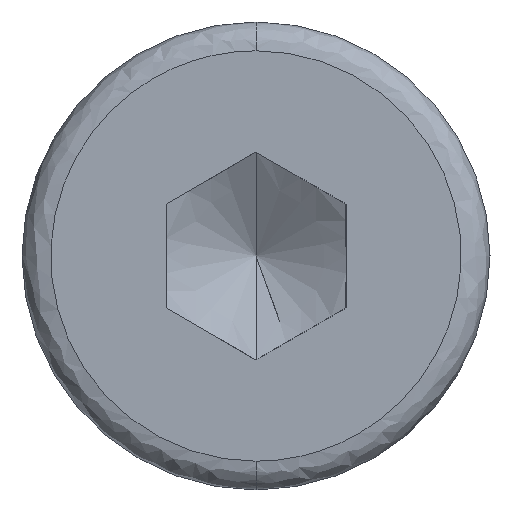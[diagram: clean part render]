
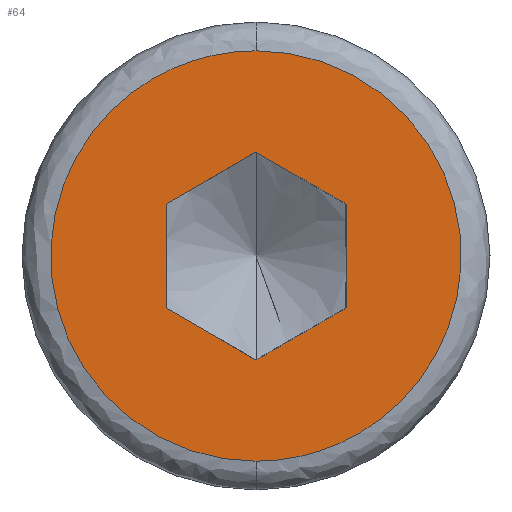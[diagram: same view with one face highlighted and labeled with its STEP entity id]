
A CAD part, left-side view. The second image highlights one B-rep face of the part: STEP entity #64.
In plain terms, the highlighted planar face has unit normal (-1, 0, 0).
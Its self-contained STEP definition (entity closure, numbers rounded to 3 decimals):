
#31 = VECTOR ( 'NONE', #299, 1000. ) ;
#35 = AXIS2_PLACEMENT_3D ( 'NONE', #600, #313, #77 ) ;
#37 = VECTOR ( 'NONE', #365, 1000. ) ;
#38 = VECTOR ( 'NONE', #107, 1000. ) ;
#40 = EDGE_CURVE ( 'NONE', #541, #344, #150, .T. ) ;
#59 = VERTEX_POINT ( 'NONE', #367 ) ;
#64 = ADVANCED_FACE ( 'NONE', ( #396, #513 ), #164, .T. ) ;
#67 = VECTOR ( 'NONE', #491, 1000. ) ;
#68 = LINE ( 'NONE', #114, #37 ) ;
#70 = EDGE_CURVE ( 'NONE', #59, #147, #68, .T. ) ;
#71 = CARTESIAN_POINT ( 'NONE',  ( -5., 0., -5.7 ) ) ;
#77 = DIRECTION ( 'NONE',  ( 0., 0., 1. ) ) ;
#84 = ORIENTED_EDGE ( 'NONE', *, *, #40, .F. ) ;
#92 = VECTOR ( 'NONE', #599, 1000. ) ;
#98 = CARTESIAN_POINT ( 'NONE',  ( -5., 0., 5.7 ) ) ;
#102 = ORIENTED_EDGE ( 'NONE', *, *, #393, .T. ) ;
#103 = EDGE_CURVE ( 'NONE', #143, #310, #355, .T. ) ;
#107 = DIRECTION ( 'NONE',  ( 0., -0.866, 0.5 ) ) ;
#108 = ORIENTED_EDGE ( 'NONE', *, *, #409, .T. ) ;
#114 = CARTESIAN_POINT ( 'NONE',  ( -5., -2.5, -1.443 ) ) ;
#119 = CARTESIAN_POINT ( 'NONE',  ( -5., 2.5, 1.443 ) ) ;
#129 = CARTESIAN_POINT ( 'NONE',  ( -5., 11.4, -5.7 ) ) ;
#140 = VECTOR ( 'NONE', #171, 1000. ) ;
#143 = VERTEX_POINT ( 'NONE', #369 ) ;
#146 = EDGE_CURVE ( 'NONE', #344, #541, #524, .T. ) ;
#147 = VERTEX_POINT ( 'NONE', #265 ) ;
#148 = ORIENTED_EDGE ( 'NONE', *, *, #475, .T. ) ;
#150 =( BOUNDED_CURVE ( )  B_SPLINE_CURVE ( 3, ( #158, #253, #255, #71 ),
 .UNSPECIFIED., .F., .F. ) 
 B_SPLINE_CURVE_WITH_KNOTS ( ( 4, 4 ),
 ( 0.25, 0.75 ),
 .UNSPECIFIED. ) 
 CURVE ( )  GEOMETRIC_REPRESENTATION_ITEM ( )  RATIONAL_B_SPLINE_CURVE ( ( 1., 0.333, 0.333, 1. ) ) 
 REPRESENTATION_ITEM ( '' )  );
#158 = CARTESIAN_POINT ( 'NONE',  ( -5., 0., 5.7 ) ) ;
#164 = PLANE ( 'NONE',  #35 ) ;
#168 = EDGE_LOOP ( 'NONE', ( #508, #84 ) ) ;
#169 = CARTESIAN_POINT ( 'NONE',  ( -5., 0., 5.7 ) ) ;
#171 = DIRECTION ( 'NONE',  ( 0., 0., 1. ) ) ;
#178 = CARTESIAN_POINT ( 'NONE',  ( -5., 2.5, 1.443 ) ) ;
#185 = EDGE_LOOP ( 'NONE', ( #501, #223, #148, #108, #596, #102 ) ) ;
#212 = CARTESIAN_POINT ( 'NONE',  ( -5., 0., 2.887 ) ) ;
#223 = ORIENTED_EDGE ( 'NONE', *, *, #387, .T. ) ;
#228 = CARTESIAN_POINT ( 'NONE',  ( -5., 2.5, 0. ) ) ;
#253 = CARTESIAN_POINT ( 'NONE',  ( -5., -11.4, 5.7 ) ) ;
#255 = CARTESIAN_POINT ( 'NONE',  ( -5., -11.4, -5.7 ) ) ;
#265 = CARTESIAN_POINT ( 'NONE',  ( -5., 0., -2.887 ) ) ;
#267 = LINE ( 'NONE', #228, #140 ) ;
#294 = LINE ( 'NONE', #499, #31 ) ;
#299 = DIRECTION ( 'NONE',  ( 0., 0.866, 0.5 ) ) ;
#310 = VERTEX_POINT ( 'NONE', #497 ) ;
#313 = DIRECTION ( 'NONE',  ( -1., 0., 0. ) ) ;
#339 = CARTESIAN_POINT ( 'NONE',  ( -5., 2.5, -1.443 ) ) ;
#344 = VERTEX_POINT ( 'NONE', #392 ) ;
#355 = LINE ( 'NONE', #212, #92 ) ;
#365 = DIRECTION ( 'NONE',  ( 0., 0.866, -0.5 ) ) ;
#367 = CARTESIAN_POINT ( 'NONE',  ( -5., -2.5, -1.443 ) ) ;
#368 = VERTEX_POINT ( 'NONE', #339 ) ;
#369 = CARTESIAN_POINT ( 'NONE',  ( -5., 0., 2.887 ) ) ;
#371 = CARTESIAN_POINT ( 'NONE',  ( -5., 11.4, 5.7 ) ) ;
#387 = EDGE_CURVE ( 'NONE', #147, #368, #294, .T. ) ;
#392 = CARTESIAN_POINT ( 'NONE',  ( -5., 0., -5.7 ) ) ;
#393 = EDGE_CURVE ( 'NONE', #310, #59, #473, .T. ) ;
#396 = FACE_BOUND ( 'NONE', #185, .T. ) ;
#409 = EDGE_CURVE ( 'NONE', #428, #143, #417, .T. ) ;
#415 = CARTESIAN_POINT ( 'NONE',  ( -5., 0., -5.7 ) ) ;
#417 = LINE ( 'NONE', #119, #38 ) ;
#428 = VERTEX_POINT ( 'NONE', #178 ) ;
#442 = CARTESIAN_POINT ( 'NONE',  ( -5., -2.5, 0. ) ) ;
#473 = LINE ( 'NONE', #442, #67 ) ;
#475 = EDGE_CURVE ( 'NONE', #368, #428, #267, .T. ) ;
#491 = DIRECTION ( 'NONE',  ( 0., 0., -1. ) ) ;
#497 = CARTESIAN_POINT ( 'NONE',  ( -5., -2.5, 1.443 ) ) ;
#499 = CARTESIAN_POINT ( 'NONE',  ( -5., 0., -2.887 ) ) ;
#501 = ORIENTED_EDGE ( 'NONE', *, *, #70, .T. ) ;
#508 = ORIENTED_EDGE ( 'NONE', *, *, #146, .F. ) ;
#513 = FACE_OUTER_BOUND ( 'NONE', #168, .T. ) ;
#524 =( BOUNDED_CURVE ( )  B_SPLINE_CURVE ( 3, ( #415, #129, #371, #169 ),
 .UNSPECIFIED., .F., .F. ) 
 B_SPLINE_CURVE_WITH_KNOTS ( ( 4, 4 ),
 ( 0.75, 1.25 ),
 .UNSPECIFIED. ) 
 CURVE ( )  GEOMETRIC_REPRESENTATION_ITEM ( )  RATIONAL_B_SPLINE_CURVE ( ( 1., 0.333, 0.333, 1. ) ) 
 REPRESENTATION_ITEM ( '' )  );
#541 = VERTEX_POINT ( 'NONE', #98 ) ;
#596 = ORIENTED_EDGE ( 'NONE', *, *, #103, .T. ) ;
#599 = DIRECTION ( 'NONE',  ( 0., -0.866, -0.5 ) ) ;
#600 = CARTESIAN_POINT ( 'NONE',  ( -5., 4.693, 0. ) ) ;
